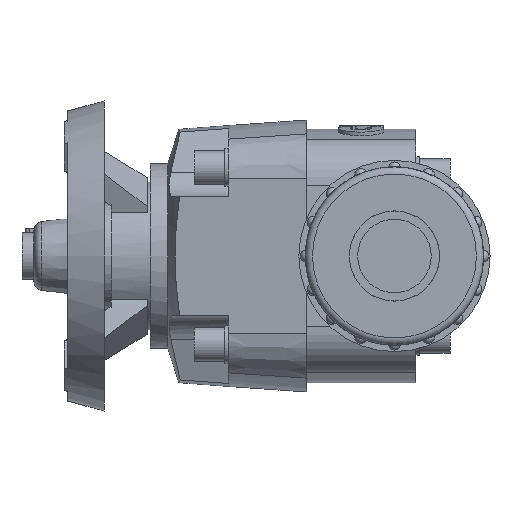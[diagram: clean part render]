
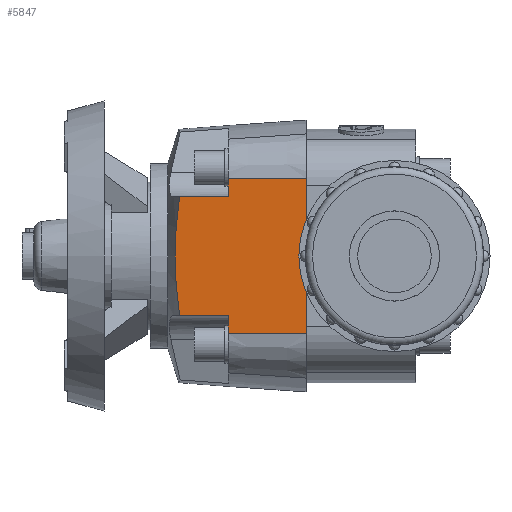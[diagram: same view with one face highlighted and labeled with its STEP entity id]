
A CAD part, left-side view. The second image highlights one B-rep face of the part: STEP entity #5847.
In plain terms, the highlighted planar face has unit normal (-0.998, 0.07, 0).
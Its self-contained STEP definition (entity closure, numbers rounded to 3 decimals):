
#94=(
BOUNDED_CURVE()
B_SPLINE_CURVE(2,(#9391,#9392,#9393),.UNSPECIFIED.,.F.,.F.)
B_SPLINE_CURVE_WITH_KNOTS((3,3),(-19.834,-15.188),
 .UNSPECIFIED.)
CURVE()
GEOMETRIC_REPRESENTATION_ITEM()
RATIONAL_B_SPLINE_CURVE((2.728,2.907,2.907))
REPRESENTATION_ITEM('')
);
#104=(
BOUNDED_CURVE()
B_SPLINE_CURVE(2,(#9496,#9497,#9498),.UNSPECIFIED.,.F.,.F.)
B_SPLINE_CURVE_WITH_KNOTS((3,3),(-15.188,-10.543),
 .UNSPECIFIED.)
CURVE()
GEOMETRIC_REPRESENTATION_ITEM()
RATIONAL_B_SPLINE_CURVE((2.907,2.907,2.728))
REPRESENTATION_ITEM('')
);
#262=PLANE('',#6547);
#569=LINE('',#11210,#918);
#583=LINE('',#11288,#932);
#588=LINE('',#11304,#937);
#589=LINE('',#11311,#938);
#594=LINE('',#11329,#943);
#596=LINE('',#11332,#945);
#604=LINE('',#11358,#953);
#918=VECTOR('',#8030,1.);
#932=VECTOR('',#8124,1.);
#937=VECTOR('',#8137,1.);
#938=VECTOR('',#8144,1.);
#943=VECTOR('',#8161,1.);
#945=VECTOR('',#8165,1.);
#953=VECTOR('',#8195,1.);
#1301=FACE_OUTER_BOUND('',#1666,.T.);
#1666=EDGE_LOOP('',(#5029,#5030,#5031,#5032,#5033,#5034,#5035,#5036,#5037));
#2276=VERTEX_POINT('',#9389);
#2277=VERTEX_POINT('',#9390);
#2292=VERTEX_POINT('',#9492);
#2663=VERTEX_POINT('',#11207);
#2664=VERTEX_POINT('',#11209);
#2685=VERTEX_POINT('',#11287);
#2689=VERTEX_POINT('',#11303);
#2691=VERTEX_POINT('',#11309);
#2692=VERTEX_POINT('',#11310);
#2866=EDGE_CURVE('',#2276,#2277,#94,.T.);
#2882=EDGE_CURVE('',#2277,#2292,#104,.T.);
#3457=EDGE_CURVE('',#2664,#2663,#569,.T.);
#3485=EDGE_CURVE('',#2685,#2276,#583,.T.);
#3492=EDGE_CURVE('',#2689,#2685,#588,.T.);
#3495=EDGE_CURVE('',#2691,#2692,#589,.T.);
#3504=EDGE_CURVE('',#2292,#2691,#594,.T.);
#3506=EDGE_CURVE('',#2664,#2692,#596,.T.);
#3518=EDGE_CURVE('',#2663,#2689,#604,.T.);
#5029=ORIENTED_EDGE('',*,*,#3485,.T.);
#5030=ORIENTED_EDGE('',*,*,#2866,.T.);
#5031=ORIENTED_EDGE('',*,*,#2882,.T.);
#5032=ORIENTED_EDGE('',*,*,#3504,.T.);
#5033=ORIENTED_EDGE('',*,*,#3495,.T.);
#5034=ORIENTED_EDGE('',*,*,#3506,.F.);
#5035=ORIENTED_EDGE('',*,*,#3457,.T.);
#5036=ORIENTED_EDGE('',*,*,#3518,.T.);
#5037=ORIENTED_EDGE('',*,*,#3492,.T.);
#5847=ADVANCED_FACE('',(#1301),#262,.T.);
#6547=AXIS2_PLACEMENT_3D('',#11359,#8196,#8197);
#8030=DIRECTION('',(0.,0.,1.));
#8124=DIRECTION('',(0.07,0.998,0.));
#8137=DIRECTION('',(0.,0.,-1.));
#8144=DIRECTION('',(0.,0.,-1.));
#8161=DIRECTION('',(-0.07,-0.998,0.));
#8165=DIRECTION('',(0.07,0.998,0.));
#8195=DIRECTION('',(0.07,0.998,0.));
#8196=DIRECTION('center_axis',(-0.998,0.07,0.));
#8197=DIRECTION('ref_axis',(0.,0.,1.));
#9389=CARTESIAN_POINT('',(-32.044,59.572,16.5));
#9390=CARTESIAN_POINT('',(-31.954,60.855,0.));
#9391=CARTESIAN_POINT('Ctrl Pts',(-32.044,59.572,16.5));
#9392=CARTESIAN_POINT('Ctrl Pts',(-31.954,60.855,7.744));
#9393=CARTESIAN_POINT('Ctrl Pts',(-31.954,60.855,0.));
#9492=CARTESIAN_POINT('',(-32.044,59.572,-16.5));
#9496=CARTESIAN_POINT('Ctrl Pts',(-31.954,60.855,0.));
#9497=CARTESIAN_POINT('Ctrl Pts',(-31.954,60.855,-7.744));
#9498=CARTESIAN_POINT('Ctrl Pts',(-32.044,59.572,-16.5));
#11207=CARTESIAN_POINT('',(-34.5,24.45,21.453));
#11209=CARTESIAN_POINT('',(-34.5,24.45,-21.453));
#11210=CARTESIAN_POINT('',(-34.5,24.45,-21.453));
#11287=CARTESIAN_POINT('',(-32.986,46.096,16.5));
#11288=CARTESIAN_POINT('',(-32.23,56.916,16.5));
#11303=CARTESIAN_POINT('',(-32.986,46.096,21.453));
#11304=CARTESIAN_POINT('',(-32.986,46.096,24.933));
#11309=CARTESIAN_POINT('',(-32.986,46.096,-16.5));
#11310=CARTESIAN_POINT('',(-32.986,46.096,-21.453));
#11311=CARTESIAN_POINT('',(-32.986,46.096,-3.48));
#11329=CARTESIAN_POINT('',(-33.736,35.376,-16.5));
#11332=CARTESIAN_POINT('',(-34.5,24.45,-21.453));
#11358=CARTESIAN_POINT('',(-34.5,24.45,21.453));
#11359=CARTESIAN_POINT('Origin',(-34.5,24.45,21.453));
